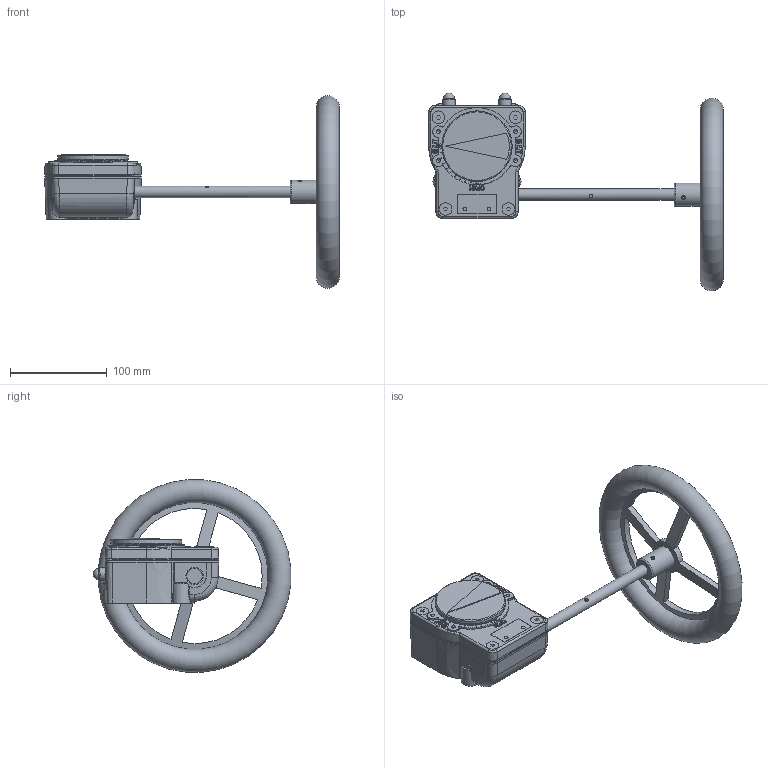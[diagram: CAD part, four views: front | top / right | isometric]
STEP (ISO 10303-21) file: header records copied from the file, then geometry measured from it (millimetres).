
FILE_DESCRIPTION(/* description */ (''),/* implementation_level */ '2;1');
FILE_NAME(/* name */ 'Handgetriebe 232-08 F07-F10 PS200.stp',/* time_stamp */ '2020-05-25T13:56:47+02:00',/* author */ ('zank'),/* organization */ (''),/* preprocessor_version */ 'ST-DEVELOPER v16.5',/* originating_system */ 'Autodesk Inventor 2017',/* authorisation */ '');
FILE_SCHEMA (('AUTOMOTIVE_DESIGN { 1 0 10303 214 3 1 1 }'));
Length unit declared in the file: millimetre
Products named in the file (1): Handgetriebe 232-08 F07-F10 PS200
Bounding box: 304.99 x 204.74 x 199.38 mm (x, y, z)
Volume: 647790 mm3; surface area: 207227 mm2
Topology: 2 solids, 11 shells, 1495 faces, 3910 edges, 2482 vertices
Faces by surface type: plane 700, cylinder 395, bspline 167, cone 130, torus 79, sphere 24
Full cylindrical faces by diameter (mm): 3.3 x4, 4 x2, 4.1 x2, 4.917 x4, 5 x2, 6 x4, 6.5 x4, 6.647 x4, 7.5 x4, 8.376 x4, 10 x1, 12 x4, 13 x6, 14 x2, 16 x1, 18 x2, 24 x1, 57.1 x2, 57.46 x1, 59 x2, 60 x3, 64 x1, 73 x1
Entity records: 59021 total; most frequent: CARTESIAN_POINT 22271, ORIENTED_EDGE 7388, DIRECTION 7158, EDGE_CURVE 3693, AXIS2_PLACEMENT_3D 2620, VERTEX_POINT 2410, LINE 1918, VECTOR 1918
